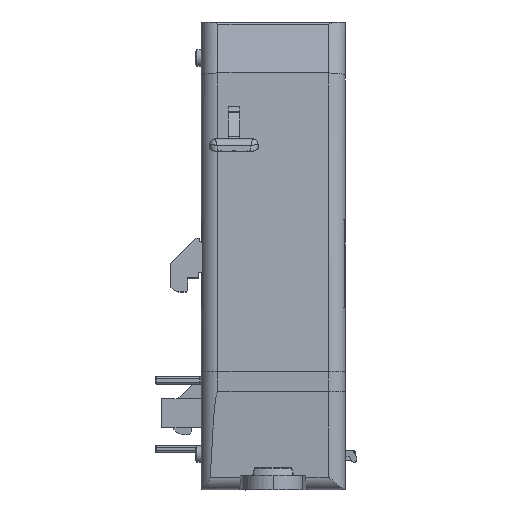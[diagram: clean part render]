
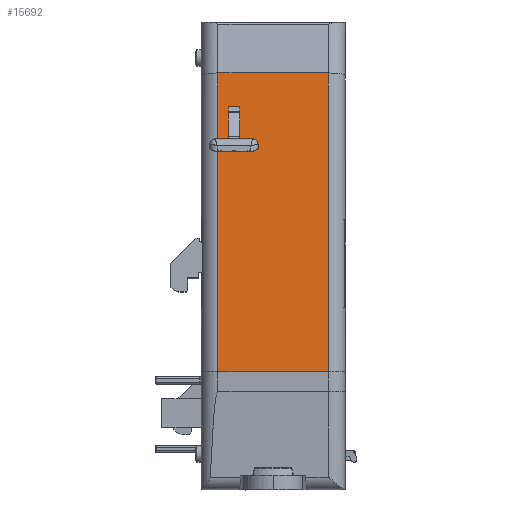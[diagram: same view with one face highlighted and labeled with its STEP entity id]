
A CAD part, front view. The second image highlights one B-rep face of the part: STEP entity #15692.
In plain terms, the highlighted planar face has unit normal (0, -0.999, 0.044).
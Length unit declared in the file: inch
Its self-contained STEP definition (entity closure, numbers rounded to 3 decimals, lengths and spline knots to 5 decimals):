
#5073 = LINE ( 'NONE', #92428, #25328 ) ;
#9945 = EDGE_CURVE ( 'NONE', #154236, #134644, #5073, .T. ) ;
#11795 = EDGE_CURVE ( 'NONE', #24810, #89547, #124172, .T. ) ;
#14767 = CARTESIAN_POINT ( 'NONE',  ( 0.51828, -1.73772, -0.26054 ) ) ;
#15692 = ADVANCED_FACE ( 'NONE', ( #34079, #48124 ), #69145, .T. ) ;
#16181 = VERTEX_POINT ( 'NONE', #145442 ) ;
#20429 = CARTESIAN_POINT ( 'NONE',  ( -0.09629, -1.75976, -0.76539 ) ) ;
#21483 = VECTOR ( 'NONE', #31469, 39.37008 ) ;
#21823 = ORIENTED_EDGE ( 'NONE', *, *, #118188, .F. ) ;
#21829 = CARTESIAN_POINT ( 'NONE',  ( -0.17505, -1.74776, -0.49051 ) ) ;
#22606 = VECTOR ( 'NONE', #51873, 39.37008 ) ;
#24810 = VERTEX_POINT ( 'NONE', #26472 ) ;
#25328 = VECTOR ( 'NONE', #28106, 39.37008 ) ;
#25787 = LINE ( 'NONE', #150478, #43902 ) ;
#26472 = CARTESIAN_POINT ( 'NONE',  ( 0.51828, -1.82827, -2.33452 ) ) ;
#27252 = VECTOR ( 'NONE', #154324, 39.37008 ) ;
#28106 = DIRECTION ( 'NONE',  ( 0., -0.044, -0.999 ) ) ;
#31469 = DIRECTION ( 'NONE',  ( 0., 0.044, 0.999 ) ) ;
#34079 = FACE_OUTER_BOUND ( 'NONE', #40086, .T. ) ;
#34735 = LINE ( 'NONE', #114357, #22606 ) ;
#38366 = CARTESIAN_POINT ( 'NONE',  ( -0.09629, -1.92586, -4.56957 ) ) ;
#39422 = LINE ( 'NONE', #66447, #103942 ) ;
#40086 = EDGE_LOOP ( 'NONE', ( #21823, #103964, #159444, #164206 ) ) ;
#43902 = VECTOR ( 'NONE', #163492, 39.37008 ) ;
#43992 = VECTOR ( 'NONE', #108669, 39.37008 ) ;
#44726 = VERTEX_POINT ( 'NONE', #165046 ) ;
#44856 = DIRECTION ( 'NONE',  ( 0., -0.044, -0.999 ) ) ;
#48124 = FACE_BOUND ( 'NONE', #132091, .T. ) ;
#50413 = LINE ( 'NONE', #95281, #159086 ) ;
#51873 = DIRECTION ( 'NONE',  ( 0., 0.044, 0.999 ) ) ;
#56368 = CARTESIAN_POINT ( 'NONE',  ( -0.13567, -1.74776, -0.49051 ) ) ;
#56761 = DIRECTION ( 'NONE',  ( 0., -0.999, 0.044 ) ) ;
#58678 = AXIS2_PLACEMENT_3D ( 'NONE', #133711, #56761, #44856 ) ;
#60996 = ORIENTED_EDGE ( 'NONE', *, *, #104589, .F. ) ;
#66447 = CARTESIAN_POINT ( 'NONE',  ( 0.63541, -1.73772, -0.26054 ) ) ;
#69145 = PLANE ( 'NONE',  #58678 ) ;
#69643 = EDGE_CURVE ( 'NONE', #44726, #136668, #148049, .T. ) ;
#89547 = VERTEX_POINT ( 'NONE', #14767 ) ;
#92428 = CARTESIAN_POINT ( 'NONE',  ( -0.24746, -1.82827, -2.33452 ) ) ;
#95281 = CARTESIAN_POINT ( 'NONE',  ( 0.63541, -1.75976, -0.76539 ) ) ;
#96844 = ORIENTED_EDGE ( 'NONE', *, *, #69643, .T. ) ;
#103942 = VECTOR ( 'NONE', #105294, 39.37008 ) ;
#103964 = ORIENTED_EDGE ( 'NONE', *, *, #11795, .T. ) ;
#104589 = EDGE_CURVE ( 'NONE', #16181, #136668, #50413, .T. ) ;
#105294 = DIRECTION ( 'NONE',  ( -1., 0., 0. ) ) ;
#106390 = LINE ( 'NONE', #56368, #43992 ) ;
#108669 = DIRECTION ( 'NONE',  ( -1., 0., 0. ) ) ;
#109226 = ORIENTED_EDGE ( 'NONE', *, *, #160566, .T. ) ;
#109707 = CARTESIAN_POINT ( 'NONE',  ( 0.51828, -1.92586, -4.56957 ) ) ;
#114357 = CARTESIAN_POINT ( 'NONE',  ( -0.17505, -1.92586, -4.56957 ) ) ;
#118188 = EDGE_CURVE ( 'NONE', #24810, #134644, #25787, .T. ) ;
#122803 = CARTESIAN_POINT ( 'NONE',  ( -0.24746, -1.73772, -0.26054 ) ) ;
#124172 = LINE ( 'NONE', #109707, #21483 ) ;
#132091 = EDGE_LOOP ( 'NONE', ( #140048, #96844, #60996, #109226 ) ) ;
#133341 = DIRECTION ( 'NONE',  ( 1., 0., 0. ) ) ;
#133711 = CARTESIAN_POINT ( 'NONE',  ( 0.63541, -1.92586, -4.56957 ) ) ;
#134644 = VERTEX_POINT ( 'NONE', #166261 ) ;
#136668 = VERTEX_POINT ( 'NONE', #20429 ) ;
#138144 = EDGE_CURVE ( 'NONE', #44726, #158428, #106390, .T. ) ;
#140048 = ORIENTED_EDGE ( 'NONE', *, *, #138144, .F. ) ;
#145442 = CARTESIAN_POINT ( 'NONE',  ( -0.17505, -1.75976, -0.76539 ) ) ;
#148049 = LINE ( 'NONE', #38366, #27252 ) ;
#150478 = CARTESIAN_POINT ( 'NONE',  ( 0.63541, -1.82827, -2.33452 ) ) ;
#154236 = VERTEX_POINT ( 'NONE', #122803 ) ;
#154324 = DIRECTION ( 'NONE',  ( 0., -0.044, -0.999 ) ) ;
#158428 = VERTEX_POINT ( 'NONE', #21829 ) ;
#159086 = VECTOR ( 'NONE', #133341, 39.37008 ) ;
#159444 = ORIENTED_EDGE ( 'NONE', *, *, #163576, .T. ) ;
#160566 = EDGE_CURVE ( 'NONE', #16181, #158428, #34735, .T. ) ;
#163492 = DIRECTION ( 'NONE',  ( -1., 0., 0. ) ) ;
#163576 = EDGE_CURVE ( 'NONE', #89547, #154236, #39422, .T. ) ;
#164206 = ORIENTED_EDGE ( 'NONE', *, *, #9945, .T. ) ;
#165046 = CARTESIAN_POINT ( 'NONE',  ( -0.09629, -1.74776, -0.49051 ) ) ;
#166261 = CARTESIAN_POINT ( 'NONE',  ( -0.24746, -1.82827, -2.33452 ) ) ;
